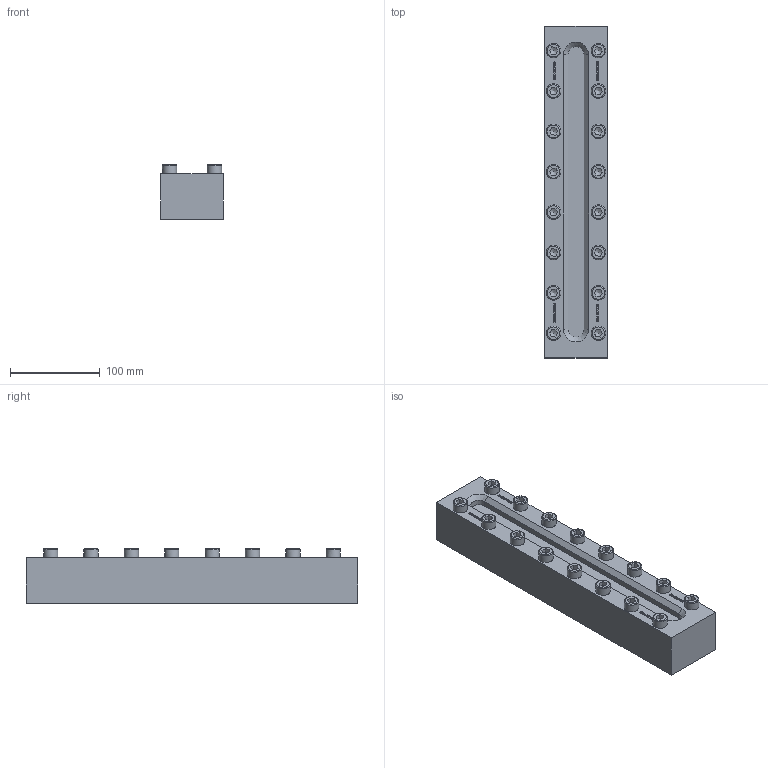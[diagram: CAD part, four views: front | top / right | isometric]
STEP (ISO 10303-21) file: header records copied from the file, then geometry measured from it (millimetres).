
FILE_DESCRIPTION(('HOOPS Exchange Step'),'2;1');
FILE_NAME('BS03_05.stp','2025-05-26T11:57:31+02:00',('nieru'),('Unknown organisation'),'HOOPS Exchange 2024.2','HOOPS Exchange','Unknown authorisation');
FILE_SCHEMA( ('AP203_CONFIGURATION_CONTROLLED_3D_DESIGN_OF_MECHANICAL_PARTS_AND_ASSEMBLIES_MIM_LF') );
Length unit declared in the file: millimetre
Products named in the file (1): root
Bounding box: 70 x 370 x 60.9 mm (x, y, z)
Volume: 1188901.3 mm3; surface area: 122246.7 mm2
Topology: 1 solids, 1 shells, 676 faces, 1852 edges, 1244 vertices
Faces by surface type: plane 590, bspline 32, cylinder 20, cone 18, torus 16
Full cylindrical faces by diameter (mm): 16 x16
Entity records: 40614 total; most frequent: CARTESIAN_POINT 24001, ORIENTED_EDGE 3672, DIRECTION 2852, EDGE_CURVE 1836, VECTOR 1510, LINE 1510, VERTEX_POINT 1244, EDGE_LOOP 758
